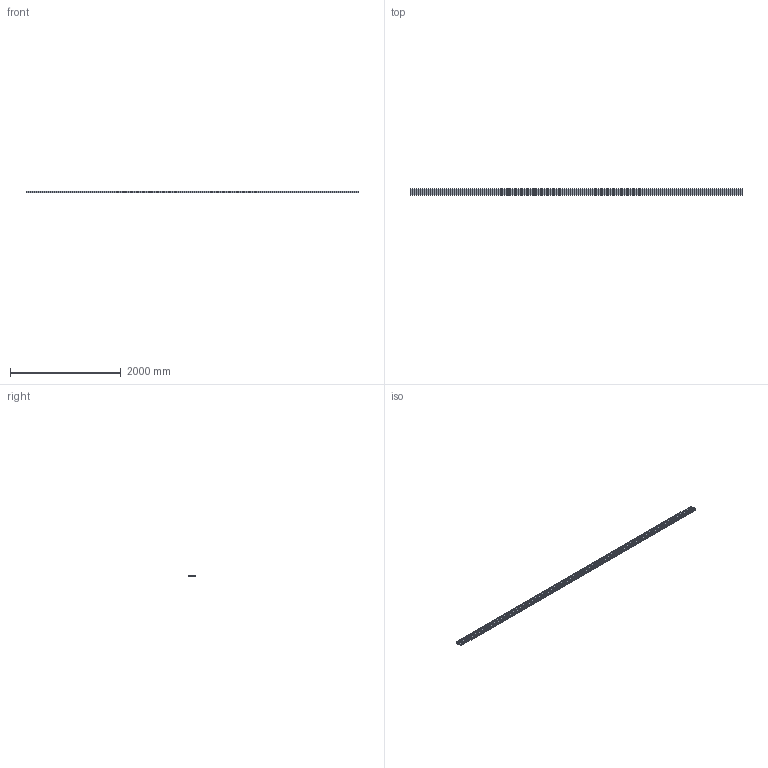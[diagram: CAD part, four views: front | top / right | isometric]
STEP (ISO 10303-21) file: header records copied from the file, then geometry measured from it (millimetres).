
FILE_DESCRIPTION(('STEP AP214'),'1');
FILE_NAME('cctmp_82F960CA-92CC-43A3-811F-13B4B78D48EC_2021_09_22_13_10_41_0017..stp','2021-09-22T11:10:41',('Bosch Rexroth AG'),('CADClick - www.CADClick.com'),'Spatial InterOp 3D',' ','unknown authorization - (Healing Option Enabled)');
FILE_SCHEMA(('AUTOMOTIVE_DESIGN'));
Length unit declared in the file: millimetre
Products named in the file (1): 2021_09_22_13_10_41_0017
Bounding box: 6000 x 120 x 30 mm (x, y, z)
Volume: 16275507.2 mm3; surface area: 3435832.2 mm2
Topology: 1 solids, 1 shells, 54 faces, 156 edges, 104 vertices
Faces by surface type: plane 46, cylinder 8
Entity records: 2228 total; most frequent: CARTESIAN_POINT 315, ORIENTED_EDGE 312, DIRECTION 282, EDGE_CURVE 156, LINE 140, VECTOR 140, VERTEX_POINT 104, AXIS2_PLACEMENT_3D 71
